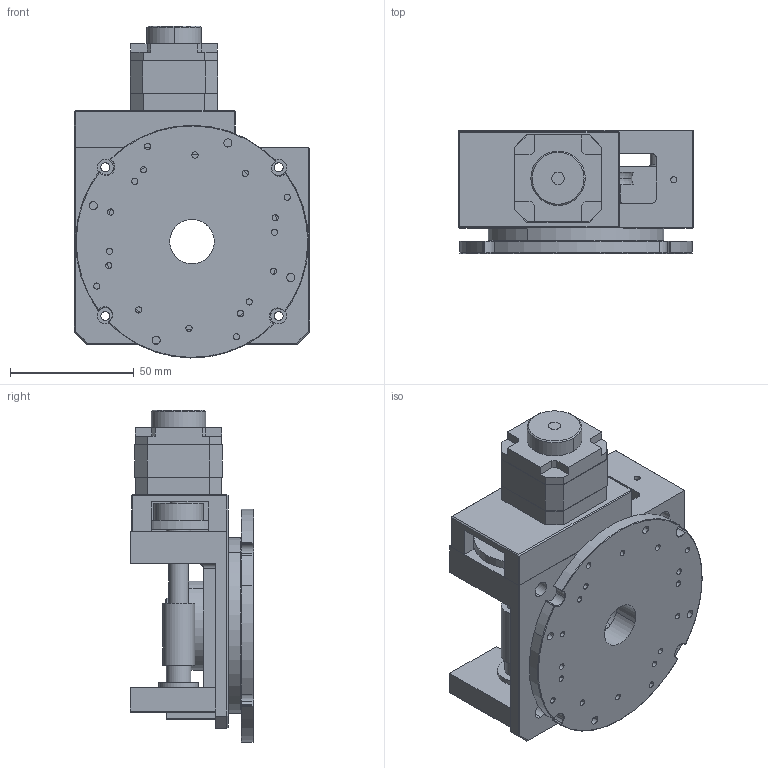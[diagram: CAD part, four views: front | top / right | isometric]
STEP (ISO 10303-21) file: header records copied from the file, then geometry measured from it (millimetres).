
FILE_DESCRIPTION (( 'STEP AP214' ), '1' );
FILE_NAME ('Simplified VSM17-R-72K.STEP', '2022-07-01T10:37:00', ( '' ), ( '' ), 'SwSTEP 2.0', 'SolidWorks 2022', '' );
FILE_SCHEMA (( 'AUTOMOTIVE_DESIGN' ));
Length unit declared in the file: millimetre
Products named in the file (13): MainBearingClamp Simplified; VSM17-R-RotaryTable Simplified; Simplified VSM17-R-72K; VSM17-R-Worm wheel Simplified; VSM17-R-MainShaft Simplified; Simplified Worm Shaft; VSM17-R-72K Worm mounting plate Simplified; VSM-R-72K Worm bearing location Simplified; Simplified Main Bearing; VSM17-R-72K Housing Simplified; VSM17-R-72K Motor mount Simplified; Simplified Motor_H; Simplified Small Gear
Assembly tree (12 placements, depth 2):
  Simplified VSM17-R-72K
    VSM17-R-72K Housing Simplified
    Simplified Main Bearing
    VSM17-R-72K Worm mounting plate Simplified
    Simplified Worm Shaft
    VSM17-R-MainShaft Simplified
    MainBearingClamp Simplified
    VSM17-R-RotaryTable Simplified
    VSM17-R-Worm wheel Simplified
    VSM-R-72K Worm bearing location Simplified
    VSM17-R-72K Motor mount Simplified
    Simplified Motor_H
    Simplified Small Gear
Bounding box: 95 x 49.8 x 134.1 mm (x, y, z)
Volume: 227275 mm3; surface area: 97550.1 mm2
Topology: 12 solids, 12 shells, 454 faces, 1111 edges, 708 vertices
Faces by surface type: cylinder 233, plane 167, cone 22, torus 21, sphere 11
Entity records: 15459 total; most frequent: DIRECTION 2559, CARTESIAN_POINT 2303, ORIENTED_EDGE 2198, EDGE_CURVE 1099, AXIS2_PLACEMENT_3D 996, VERTEX_POINT 706, EDGE_LOOP 593, LINE 567
